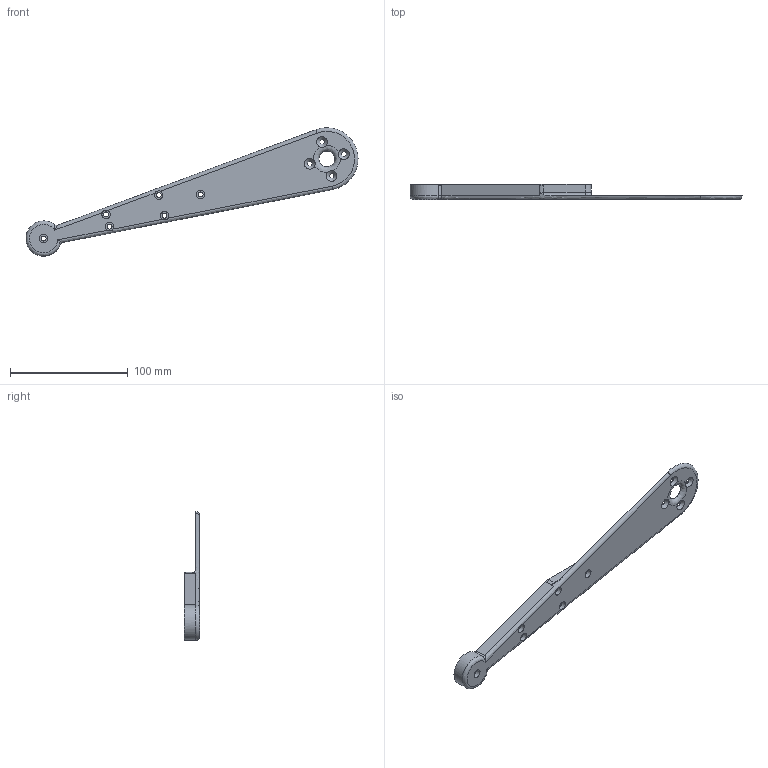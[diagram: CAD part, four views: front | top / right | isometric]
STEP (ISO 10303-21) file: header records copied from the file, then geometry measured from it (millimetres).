
FILE_DESCRIPTION(/* description */ ('STEP AP242','CAx-IF Rec.Pracs.---Representation and Presentation of Product Manufacturing Information (PMI)---4.0---2014-10-13','CAx-IF Rec.Pracs.---3D Tessellated Geometry---0.4---2014-09-14','2;1'),/* implementation_level */ '2;1');
FILE_NAME(/* name */ 'whole leg - lower leg cover',/* time_stamp */ '2024-09-04T13:26:34Z',/* author */ (''),/* organization */ (''),/* preprocessor_version */ 'ST-DEVELOPER v20',/* originating_system */ ' ',/* authorisation */ ' ');
FILE_SCHEMA (('AP242_MANAGED_MODEL_BASED_3D_ENGINEERING_MIM_LF { 1 0 10303 442 1 1 4 }'));
Length unit declared in the file: metre
Products named in the file (1): lower leg cover
Bounding box: 282.17 x 12.75 x 109.15 mm (x, y, z)
Volume: 42703.8 mm3; surface area: 28332.4 mm2
Topology: 1 solids, 1 shells, 159 faces, 408 edges, 247 vertices
Faces by surface type: bspline 98, plane 34, cylinder 23, cone 4
Full cylindrical faces by diameter (mm): 4.2 x10, 7.2 x6, 10.6 x1
Entity records: 20229 total; most frequent: CARTESIAN_POINT 17286, ORIENTED_EDGE 744, EDGE_CURVE 372, DIRECTION 288, B_SPLINE_CURVE_WITH_KNOTS 253, VERTEX_POINT 237, EDGE_LOOP 203, FACE_BOUND 203
